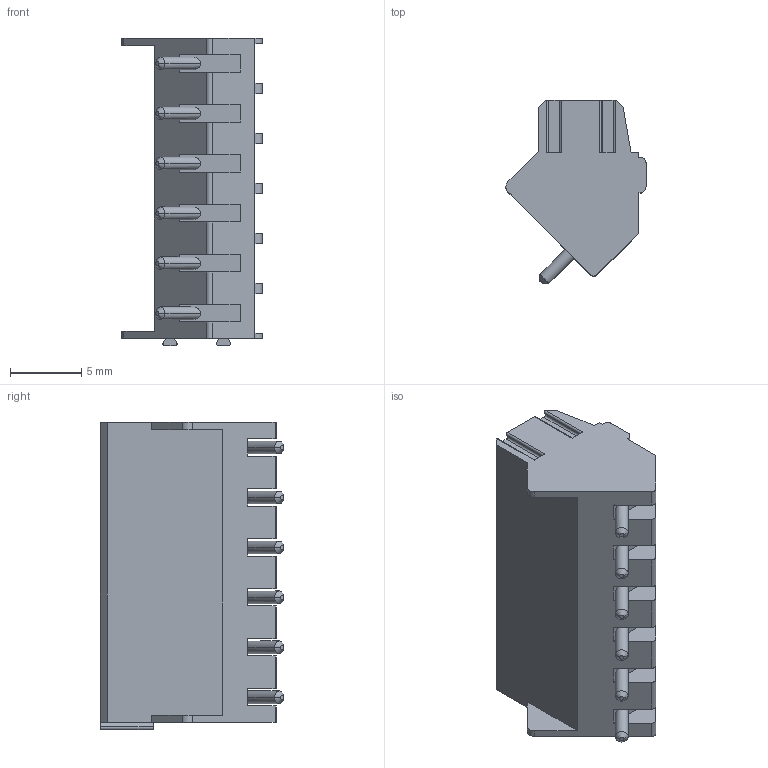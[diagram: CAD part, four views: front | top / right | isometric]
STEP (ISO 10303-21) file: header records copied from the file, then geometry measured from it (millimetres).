
FILE_DESCRIPTION((''),'2;1');
FILE_NAME('PRT0050','2024-10-18T',('yanfa'),(''),'PRO/ENGINEER BY PARAMETRIC TECHNOLOGY CORPORATION, 2009280','PRO/ENGINEER BY PARAMETRIC TECHNOLOGY CORPORATION, 2009280','');
FILE_SCHEMA(('AUTOMOTIVE_DESIGN_CC2 { 1 2 10303 214 -1 1 5 2 }'));
Length unit declared in the file: millimetre
Products named in the file (1): PRT0050
Bounding box: 9.81 x 12.83 x 21.5 mm (x, y, z)
Volume: 1215.9 mm3; surface area: 1666.9 mm2
Topology: 1 solids, 1 shells, 460 faces, 1248 edges, 808 vertices
Faces by surface type: plane 305, cylinder 107, cone 36, torus 12
Entity records: 14560 total; most frequent: CARTESIAN_POINT 2790, ORIENTED_EDGE 2496, DIRECTION 2394, EDGE_CURVE 1248, VECTOR 950, LINE 950, VERTEX_POINT 808, AXIS2_PLACEMENT_3D 722
